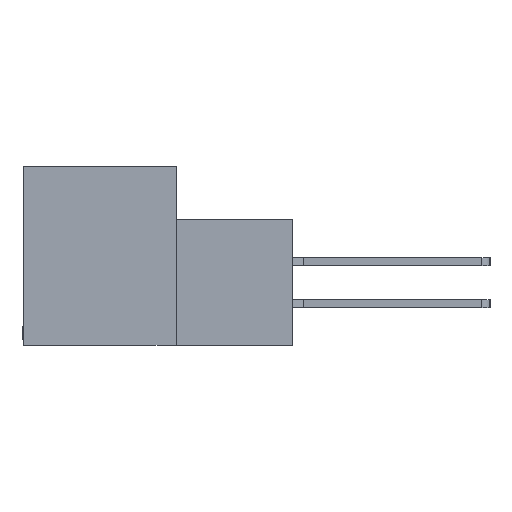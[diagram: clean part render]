
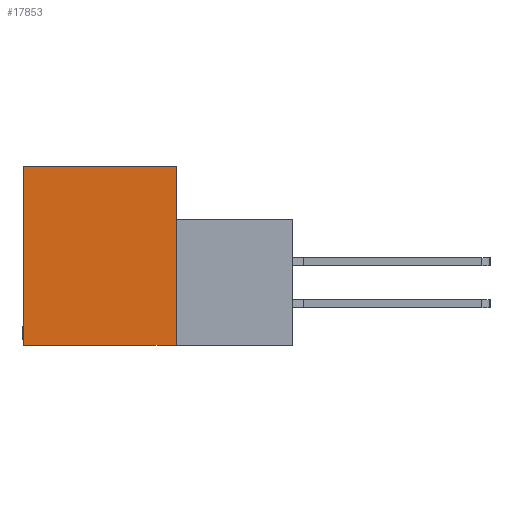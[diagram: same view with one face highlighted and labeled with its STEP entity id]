
A CAD part, left-side view. The second image highlights one B-rep face of the part: STEP entity #17853.
In plain terms, the highlighted planar face has unit normal (-1, 0, 0).
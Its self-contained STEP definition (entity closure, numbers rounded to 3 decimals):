
#778 = LINE ( 'NONE', #11062, #18505 ) ;
#2881 = VECTOR ( 'NONE', #13947, 1000. ) ;
#4448 = EDGE_CURVE ( 'NONE', #28473, #21136, #13913, .T. ) ;
#5982 = EDGE_CURVE ( 'NONE', #8206, #28340, #27607, .T. ) ;
#5991 = ORIENTED_EDGE ( 'NONE', *, *, #5982, .F. ) ;
#6555 = PLANE ( 'NONE',  #23000 ) ;
#8206 = VERTEX_POINT ( 'NONE', #25340 ) ;
#8747 = EDGE_LOOP ( 'NONE', ( #15621, #14129, #20719, #5991 ) ) ;
#10187 = DIRECTION ( 'NONE',  ( 0., 0., -1. ) ) ;
#11062 = CARTESIAN_POINT ( 'NONE',  ( 0., -8.814, -13.487 ) ) ;
#12175 = CARTESIAN_POINT ( 'NONE',  ( 0., 0., 0. ) ) ;
#12794 = DIRECTION ( 'NONE',  ( 0., 0., 1. ) ) ;
#13909 = CARTESIAN_POINT ( 'NONE',  ( 0., 0., 0. ) ) ;
#13913 = LINE ( 'NONE', #12175, #19557 ) ;
#13947 = DIRECTION ( 'NONE',  ( 0., -1., 0. ) ) ;
#14046 = CARTESIAN_POINT ( 'NONE',  ( 0., 11.506, 0. ) ) ;
#14129 = ORIENTED_EDGE ( 'NONE', *, *, #4448, .F. ) ;
#14787 = CARTESIAN_POINT ( 'NONE',  ( 0., 11.506, -13.487 ) ) ;
#15621 = ORIENTED_EDGE ( 'NONE', *, *, #19820, .F. ) ;
#17853 = ADVANCED_FACE ( 'NONE', ( #25965 ), #6555, .F. ) ;
#17908 = CARTESIAN_POINT ( 'NONE',  ( 0., 11.506, 0. ) ) ;
#18080 = DIRECTION ( 'NONE',  ( 0., 0., -1. ) ) ;
#18505 = VECTOR ( 'NONE', #24242, 1000. ) ;
#19557 = VECTOR ( 'NONE', #10187, 1000. ) ;
#19764 = CARTESIAN_POINT ( 'NONE',  ( 0., 0., 0. ) ) ;
#19820 = EDGE_CURVE ( 'NONE', #21136, #8206, #778, .T. ) ;
#20164 = EDGE_CURVE ( 'NONE', #28340, #28473, #24473, .T. ) ;
#20719 = ORIENTED_EDGE ( 'NONE', *, *, #20164, .F. ) ;
#21136 = VERTEX_POINT ( 'NONE', #27405 ) ;
#23000 = AXIS2_PLACEMENT_3D ( 'NONE', #19764, #24873, #18080 ) ;
#24242 = DIRECTION ( 'NONE',  ( 0., 1., 0. ) ) ;
#24437 = VECTOR ( 'NONE', #12794, 1000. ) ;
#24473 = LINE ( 'NONE', #14046, #2881 ) ;
#24873 = DIRECTION ( 'NONE',  ( 1., 0., 0. ) ) ;
#25340 = CARTESIAN_POINT ( 'NONE',  ( 0., 11.506, -13.487 ) ) ;
#25965 = FACE_OUTER_BOUND ( 'NONE', #8747, .T. ) ;
#27405 = CARTESIAN_POINT ( 'NONE',  ( 0., 0., -13.487 ) ) ;
#27607 = LINE ( 'NONE', #14787, #24437 ) ;
#28340 = VERTEX_POINT ( 'NONE', #17908 ) ;
#28473 = VERTEX_POINT ( 'NONE', #13909 ) ;
